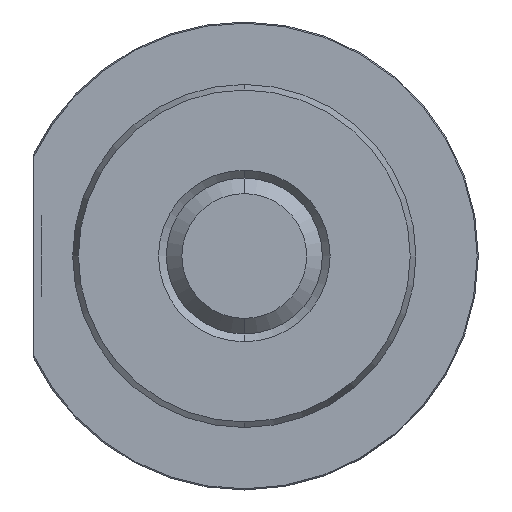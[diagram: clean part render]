
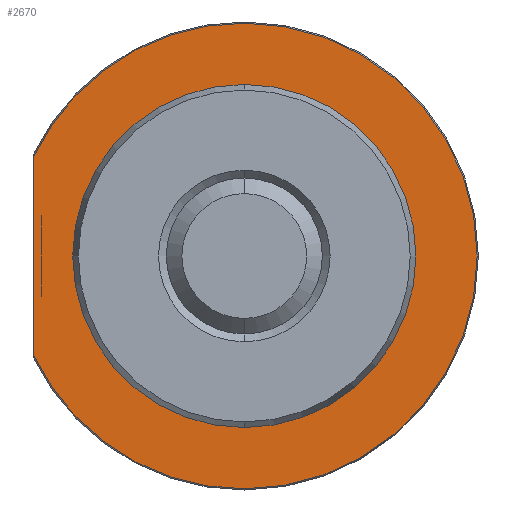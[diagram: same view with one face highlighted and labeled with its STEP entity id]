
A CAD part, left-side view. The second image highlights one B-rep face of the part: STEP entity #2670.
In plain terms, the highlighted planar face has unit normal (-1, 0, 0).
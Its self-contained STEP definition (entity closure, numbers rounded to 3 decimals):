
#178 = ORIENTED_EDGE ( 'NONE', *, *, #2293, .F. ) ;
#179 = ORIENTED_EDGE ( 'NONE', *, *, #2280, .F. ) ;
#180 = ORIENTED_EDGE ( 'NONE', *, *, #2287, .T. ) ;
#181 = ORIENTED_EDGE ( 'NONE', *, *, #2253, .T. ) ;
#182 = ORIENTED_EDGE ( 'NONE', *, *, #2251, .T. ) ;
#183 = ORIENTED_EDGE ( 'NONE', *, *, #2297, .T. ) ;
#475 = EDGE_LOOP ( 'NONE', ( #179, #178 ) ) ;
#478 = EDGE_LOOP ( 'NONE', ( #183, #182, #181, #180 ) ) ;
#535 = CIRCLE ( 'NONE', #2404, 14.927 ) ;
#538 = CIRCLE ( 'NONE', #2408, 14.927 ) ;
#580 = CIRCLE ( 'NONE', #2421, 11. ) ;
#587 = LINE ( 'NONE', #1408, #588 ) ;
#588 = VECTOR ( 'NONE', #1409, 1000. ) ;
#594 = CIRCLE ( 'NONE', #2428, 11. ) ;
#600 = CIRCLE ( 'NONE', #2432, 14.927 ) ;
#823 = FACE_OUTER_BOUND ( 'NONE', #478, .T. ) ;
#834 = FACE_BOUND ( 'NONE', #475, .T. ) ;
#911 = VERTEX_POINT ( 'NONE', #1020 ) ;
#914 = VERTEX_POINT ( 'NONE', #1023 ) ;
#946 = VERTEX_POINT ( 'NONE', #1055 ) ;
#957 = VERTEX_POINT ( 'NONE', #1066 ) ;
#958 = VERTEX_POINT ( 'NONE', #1067 ) ;
#959 = VERTEX_POINT ( 'NONE', #1068 ) ;
#1020 = CARTESIAN_POINT ( 'NONE',  ( 22., 13.5, -6.37 ) ) ;
#1023 = CARTESIAN_POINT ( 'NONE',  ( 22., 0., 14.927 ) ) ;
#1055 = CARTESIAN_POINT ( 'NONE',  ( 22., 0., -14.927 ) ) ;
#1066 = CARTESIAN_POINT ( 'NONE',  ( 22., 0., -11. ) ) ;
#1067 = CARTESIAN_POINT ( 'NONE',  ( 22., 13.5, 6.37 ) ) ;
#1068 = CARTESIAN_POINT ( 'NONE',  ( 22., 0., 11. ) ) ;
#1318 = CARTESIAN_POINT ( 'NONE',  ( 22., 0., 0. ) ) ;
#1319 = DIRECTION ( 'NONE',  ( -1., 0., 0. ) ) ;
#1320 = DIRECTION ( 'NONE',  ( 0., 0., -1. ) ) ;
#1322 = CARTESIAN_POINT ( 'NONE',  ( 22., 0., 0. ) ) ;
#1324 = DIRECTION ( 'NONE',  ( -1., 0., 0. ) ) ;
#1325 = DIRECTION ( 'NONE',  ( 0., 0., -1. ) ) ;
#1373 = CARTESIAN_POINT ( 'NONE',  ( 22., 0., 0. ) ) ;
#1391 = DIRECTION ( 'NONE',  ( -1., 0., 0. ) ) ;
#1392 = DIRECTION ( 'NONE',  ( 0., 0., 1. ) ) ;
#1408 = CARTESIAN_POINT ( 'NONE',  ( 22., 13.5, 0. ) ) ;
#1409 = DIRECTION ( 'NONE',  ( 0., 0., -1. ) ) ;
#1419 = CARTESIAN_POINT ( 'NONE',  ( 22., 0., 0. ) ) ;
#1426 = DIRECTION ( 'NONE',  ( -1., 0., 0. ) ) ;
#1427 = DIRECTION ( 'NONE',  ( 0., 0., 1. ) ) ;
#1431 = CARTESIAN_POINT ( 'NONE',  ( 22., 0., 0. ) ) ;
#1438 = DIRECTION ( 'NONE',  ( -1., 0., 0. ) ) ;
#1439 = DIRECTION ( 'NONE',  ( 0., 0., -1. ) ) ;
#1952 = CARTESIAN_POINT ( 'NONE',  ( 22., 11., 0. ) ) ;
#1953 = PLANE ( 'NONE',  #2542 ) ;
#1954 = DIRECTION ( 'NONE',  ( 1., 0., 0. ) ) ;
#1955 = DIRECTION ( 'NONE',  ( 0., 0., -1. ) ) ;
#2251 = EDGE_CURVE ( 'NONE', #946, #914, #535, .T. ) ;
#2253 = EDGE_CURVE ( 'NONE', #914, #958, #538, .T. ) ;
#2280 = EDGE_CURVE ( 'NONE', #959, #957, #580, .T. ) ;
#2287 = EDGE_CURVE ( 'NONE', #958, #911, #587, .T. ) ;
#2293 = EDGE_CURVE ( 'NONE', #957, #959, #594, .T. ) ;
#2297 = EDGE_CURVE ( 'NONE', #911, #946, #600, .T. ) ;
#2404 = AXIS2_PLACEMENT_3D ( 'NONE', #1318, #1319, #1320 ) ;
#2408 = AXIS2_PLACEMENT_3D ( 'NONE', #1322, #1324, #1325 ) ;
#2421 = AXIS2_PLACEMENT_3D ( 'NONE', #1373, #1391, #1392 ) ;
#2428 = AXIS2_PLACEMENT_3D ( 'NONE', #1419, #1426, #1427 ) ;
#2432 = AXIS2_PLACEMENT_3D ( 'NONE', #1431, #1438, #1439 ) ;
#2542 = AXIS2_PLACEMENT_3D ( 'NONE', #1952, #1954, #1955 ) ;
#2670 = ADVANCED_FACE ( 'NONE', ( #823, #834 ), #1953, .F. ) ;
